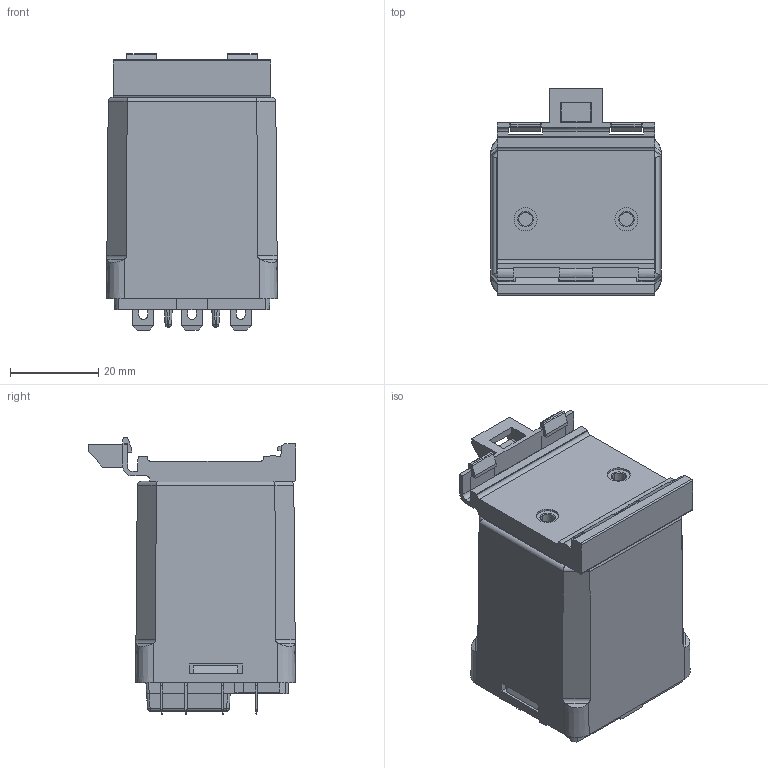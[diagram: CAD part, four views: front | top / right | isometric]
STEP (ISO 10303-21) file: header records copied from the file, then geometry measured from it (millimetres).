
FILE_DESCRIPTION (( 'STEP AP214' ), '1' );
FILE_NAME ('RUC 4,8x0,5 z adapterem poziomym.STEP', '2016-06-16T12:03:04', ( '' ), ( '' ), 'SwSTEP 2.0', 'SolidWorks 2016', '' );
FILE_SCHEMA (( 'AUTOMOTIVE_DESIGN' ));
Length unit declared in the file: millimetre
Products named in the file (1): RUC 4,8x0,5 z adapterem poziomym
Bounding box: 38.65 x 46.8 x 62.45 mm (x, y, z)
Volume: 25596.9 mm3; surface area: 23300.4 mm2
Topology: 2 solids, 4 shells, 804 faces, 2117 edges, 1346 vertices
Faces by surface type: plane 517, cylinder 162, bspline 75, cone 19, sphere 18, torus 13
Entity records: 37202 total; most frequent: CARTESIAN_POINT 9235, ORIENTED_EDGE 4214, DIRECTION 3513, EDGE_CURVE 2107, VECTOR 1563, LINE 1563, VERTEX_POINT 1346, AXIS2_PLACEMENT_3D 975
